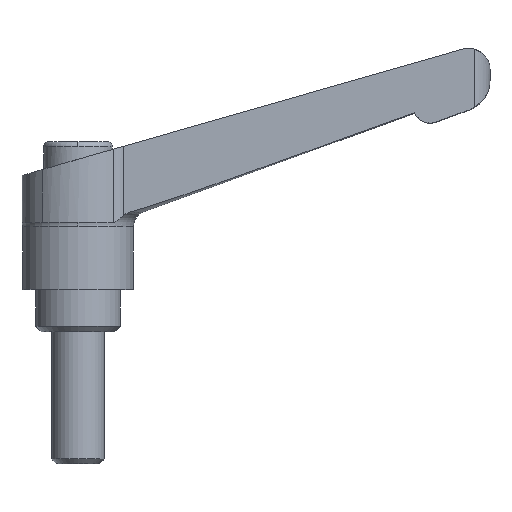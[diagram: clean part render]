
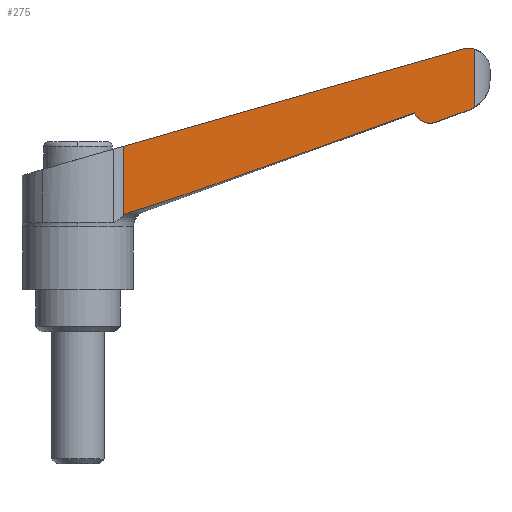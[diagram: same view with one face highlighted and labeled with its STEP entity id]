
A CAD part, top view. The second image highlights one B-rep face of the part: STEP entity #275.
In plain terms, the highlighted planar face has unit normal (0.035, 0, 0.999).
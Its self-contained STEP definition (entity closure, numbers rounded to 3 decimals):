
#275 = ADVANCED_FACE( '', ( #762 ), #763, .F. );
#309 = EDGE_CURVE( '', #495, #411, #803, .T. );
#313 = VERTEX_POINT( '', #808 );
#315 = EDGE_CURVE( '', #523, #533, #810, .T. );
#317 = VERTEX_POINT( '', #812 );
#347 = EDGE_CURVE( '', #533, #313, #843, .T. );
#351 = EDGE_CURVE( '', #455, #411, #848, .T. );
#411 = VERTEX_POINT( '', #913 );
#419 = EDGE_CURVE( '', #317, #495, #922, .T. );
#423 = EDGE_CURVE( '', #313, #317, #927, .T. );
#435 = EDGE_CURVE( '', #717, #523, #941, .T. );
#455 = VERTEX_POINT( '', #961 );
#495 = VERTEX_POINT( '', #1007 );
#501 = VERTEX_POINT( '', #1013 );
#523 = VERTEX_POINT( '', #1038 );
#533 = VERTEX_POINT( '', #1049 );
#705 = EDGE_CURVE( '', #455, #501, #1240, .T. );
#713 = EDGE_CURVE( '', #717, #501, #1248, .T. );
#717 = VERTEX_POINT( '', #1252 );
#762 = FACE_OUTER_BOUND( '', #1305, .T. );
#763 = PLANE( '', #1306 );
#803 = LINE( '', #1357, #1358 );
#808 = CARTESIAN_POINT( '', ( 63.759, 41.472, 5.535 ) );
#810 = ( B_SPLINE_CURVE( 2, ( #1367, #1368, #1369 ), .UNSPECIFIED., .F., .F. )B_SPLINE_CURVE_WITH_KNOTS( ( 3, 3 ), ( 0., 6.641 ), .UNSPECIFIED. )RATIONAL_B_SPLINE_CURVE( ( 1., 1.001, 1. ) )BOUNDED_CURVE(  )REPRESENTATION_ITEM( '' )GEOMETRIC_REPRESENTATION_ITEM(  )CURVE(  ) );
#812 = CARTESIAN_POINT( '', ( 10.032, 22.718, 7.411 ) );
#843 = B_SPLINE_CURVE_WITH_KNOTS( '', 3, ( #1418, #1419, #1420, #1421, #1422, #1423, #1424, #1425, #1426, #1427, #1428, #1429, #1430, #1431, #1432, #1433, #1434, #1435, #1436, #1437 ), .UNSPECIFIED., .F., .F., ( 4, 2, 2, 2, 2, 2, 2, 2, 2, 4 ), ( 3.469, 3.897, 4.457, 5.018, 5.578, 6.137, 6.696, 7.252, 7.808, 7.933 ), .UNSPECIFIED. );
#848 = LINE( '', #1443, #1444 );
#913 = CARTESIAN_POINT( '', ( 8.587, 35.095, 7.462 ) );
#922 = B_SPLINE_CURVE_WITH_KNOTS( '', 3, ( #1557, #1558, #1559, #1560, #1561, #1562, #1563, #1564 ), .UNSPECIFIED., .F., .F., ( 4, 2, 2, 4 ), ( 6.057, 6.329, 7.048, 7.578 ), .UNSPECIFIED. );
#927 = ( B_SPLINE_CURVE( 2, ( #1571, #1572, #1573 ), .UNSPECIFIED., .F., .F. )B_SPLINE_CURVE_WITH_KNOTS( ( 3, 3 ), ( 0., 56.941 ), .UNSPECIFIED. )RATIONAL_B_SPLINE_CURVE( ( 1., 1.406, 1. ) )BOUNDED_CURVE(  )REPRESENTATION_ITEM( '' )GEOMETRIC_REPRESENTATION_ITEM(  )CURVE(  ) );
#941 = B_SPLINE_CURVE_WITH_KNOTS( '', 3, ( #1597, #1598, #1599, #1600, #1601, #1602, #1603, #1604 ), .UNSPECIFIED., .F., .F., ( 4, 2, 2, 4 ), ( 5.625, 6.114, 6.672, 6.935 ), .UNSPECIFIED. );
#961 = CARTESIAN_POINT( '', ( 73.337, 53.663, 5.201 ) );
#1007 = CARTESIAN_POINT( '', ( 8.587, 22.019, 7.462 ) );
#1013 = CARTESIAN_POINT( '', ( 75.099, 53.483, 5.139 ) );
#1038 = CARTESIAN_POINT( '', ( 73.87, 41.939, 5.182 ) );
#1049 = CARTESIAN_POINT( '', ( 67.629, 39.679, 5.4 ) );
#1240 = B_SPLINE_CURVE_WITH_KNOTS( '', 3, ( #2113, #2114, #2115, #2116, #2117, #2118, #2119, #2120, #2121, #2122 ), .UNSPECIFIED., .F., .F., ( 4, 2, 2, 2, 4 ), ( 16.77, 17.076, 17.822, 18.567, 19.044 ), .UNSPECIFIED. );
#1248 = LINE( '', #2131, #2132 );
#1252 = CARTESIAN_POINT( '', ( 75.099, 42.55, 5.139 ) );
#1305 = EDGE_LOOP( '', ( #2182, #2183, #2184, #2185, #2186, #2187, #2188, #2189, #2190 ) );
#1306 = AXIS2_PLACEMENT_3D( '', #2191, #2192, #2193 );
#1357 = CARTESIAN_POINT( '', ( 8.587, 0., 7.462 ) );
#1358 = VECTOR( '', #2256, 1. );
#1367 = CARTESIAN_POINT( '', ( 73.87, 41.939, 5.182 ) );
#1368 = CARTESIAN_POINT( '', ( 70.613, 40.759, 5.296 ) );
#1369 = CARTESIAN_POINT( '', ( 67.629, 39.679, 5.4 ) );
#1418 = CARTESIAN_POINT( '', ( 67.629, 39.679, 5.4 ) );
#1419 = CARTESIAN_POINT( '', ( 67.49, 39.629, 5.405 ) );
#1420 = CARTESIAN_POINT( '', ( 67.339, 39.587, 5.41 ) );
#1421 = CARTESIAN_POINT( '', ( 66.987, 39.517, 5.422 ) );
#1422 = CARTESIAN_POINT( '', ( 66.783, 39.498, 5.429 ) );
#1423 = CARTESIAN_POINT( '', ( 66.41, 39.498, 5.442 ) );
#1424 = CARTESIAN_POINT( '', ( 66.206, 39.517, 5.45 ) );
#1425 = CARTESIAN_POINT( '', ( 65.807, 39.596, 5.464 ) );
#1426 = CARTESIAN_POINT( '', ( 65.611, 39.657, 5.47 ) );
#1427 = CARTESIAN_POINT( '', ( 65.266, 39.799, 5.482 ) );
#1428 = CARTESIAN_POINT( '', ( 65.085, 39.893, 5.489 ) );
#1429 = CARTESIAN_POINT( '', ( 64.748, 40.118, 5.501 ) );
#1430 = CARTESIAN_POINT( '', ( 64.591, 40.249, 5.506 ) );
#1431 = CARTESIAN_POINT( '', ( 64.327, 40.511, 5.515 ) );
#1432 = CARTESIAN_POINT( '', ( 64.197, 40.667, 5.52 ) );
#1433 = CARTESIAN_POINT( '', ( 63.972, 41.002, 5.528 ) );
#1434 = CARTESIAN_POINT( '', ( 63.877, 41.182, 5.531 ) );
#1435 = CARTESIAN_POINT( '', ( 63.79, 41.392, 5.534 ) );
#1436 = CARTESIAN_POINT( '', ( 63.774, 41.432, 5.535 ) );
#1437 = CARTESIAN_POINT( '', ( 63.759, 41.472, 5.535 ) );
#1443 = CARTESIAN_POINT( '', ( -6.308, 30.824, 7.982 ) );
#1444 = VECTOR( '', #2302, 1. );
#1557 = CARTESIAN_POINT( '', ( 10.032, 22.718, 7.411 ) );
#1558 = CARTESIAN_POINT( '', ( 9.94, 22.692, 7.414 ) );
#1559 = CARTESIAN_POINT( '', ( 9.851, 22.664, 7.418 ) );
#1560 = CARTESIAN_POINT( '', ( 9.539, 22.555, 7.428 ) );
#1561 = CARTESIAN_POINT( '', ( 9.298, 22.45, 7.437 ) );
#1562 = CARTESIAN_POINT( '', ( 8.899, 22.232, 7.451 ) );
#1563 = CARTESIAN_POINT( '', ( 8.736, 22.128, 7.457 ) );
#1564 = CARTESIAN_POINT( '', ( 8.587, 22.019, 7.462 ) );
#1571 = CARTESIAN_POINT( '', ( 63.759, 41.472, 5.535 ) );
#1572 = CARTESIAN_POINT( '', ( 18.795, 25.218, 7.105 ) );
#1573 = CARTESIAN_POINT( '', ( 10.032, 22.718, 7.411 ) );
#1597 = CARTESIAN_POINT( '', ( 75.099, 42.55, 5.139 ) );
#1598 = CARTESIAN_POINT( '', ( 74.95, 42.453, 5.144 ) );
#1599 = CARTESIAN_POINT( '', ( 74.797, 42.363, 5.15 ) );
#1600 = CARTESIAN_POINT( '', ( 74.468, 42.189, 5.161 ) );
#1601 = CARTESIAN_POINT( '', ( 74.291, 42.106, 5.167 ) );
#1602 = CARTESIAN_POINT( '', ( 74.038, 42.002, 5.176 ) );
#1603 = CARTESIAN_POINT( '', ( 73.955, 41.97, 5.179 ) );
#1604 = CARTESIAN_POINT( '', ( 73.87, 41.939, 5.182 ) );
#2113 = CARTESIAN_POINT( '', ( 72.709, 53.537, 5.223 ) );
#2114 = CARTESIAN_POINT( '', ( 72.814, 53.567, 5.219 ) );
#2115 = CARTESIAN_POINT( '', ( 72.923, 53.593, 5.215 ) );
#2116 = CARTESIAN_POINT( '', ( 73.297, 53.667, 5.202 ) );
#2117 = CARTESIAN_POINT( '', ( 73.569, 53.692, 5.193 ) );
#2118 = CARTESIAN_POINT( '', ( 74.066, 53.692, 5.175 ) );
#2119 = CARTESIAN_POINT( '', ( 74.337, 53.667, 5.166 ) );
#2120 = CARTESIAN_POINT( '', ( 74.772, 53.581, 5.15 ) );
#2121 = CARTESIAN_POINT( '', ( 74.94, 53.536, 5.145 ) );
#2122 = CARTESIAN_POINT( '', ( 75.099, 53.483, 5.139 ) );
#2131 = CARTESIAN_POINT( '', ( 75.099, 0., 5.139 ) );
#2132 = VECTOR( '', #2765, 1. );
#2182 = ORIENTED_EDGE( '', *, *, #351, .T. );
#2183 = ORIENTED_EDGE( '', *, *, #309, .F. );
#2184 = ORIENTED_EDGE( '', *, *, #419, .F. );
#2185 = ORIENTED_EDGE( '', *, *, #423, .F. );
#2186 = ORIENTED_EDGE( '', *, *, #347, .F. );
#2187 = ORIENTED_EDGE( '', *, *, #315, .F. );
#2188 = ORIENTED_EDGE( '', *, *, #435, .F. );
#2189 = ORIENTED_EDGE( '', *, *, #713, .T. );
#2190 = ORIENTED_EDGE( '', *, *, #705, .F. );
#2191 = CARTESIAN_POINT( '', ( 8.587, 0., 7.462 ) );
#2192 = DIRECTION( '', ( -0.035, 0., -0.999 ) );
#2193 = DIRECTION( '', ( -0.999, 0., 0.035 ) );
#2256 = DIRECTION( '', ( 0., 1., 0. ) );
#2302 = DIRECTION( '', ( -0.961, -0.275, 0.034 ) );
#2765 = DIRECTION( '', ( 0., 1., 0. ) );
